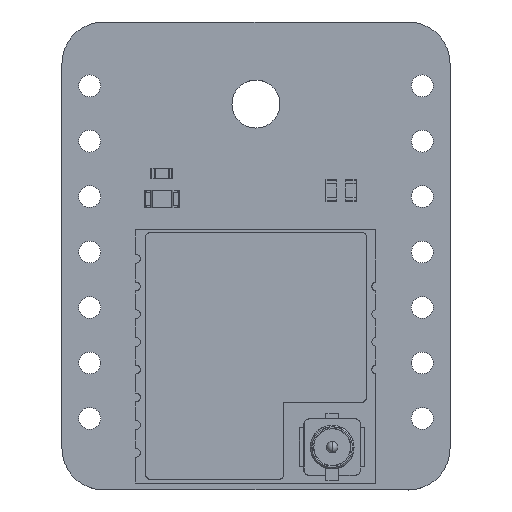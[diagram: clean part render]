
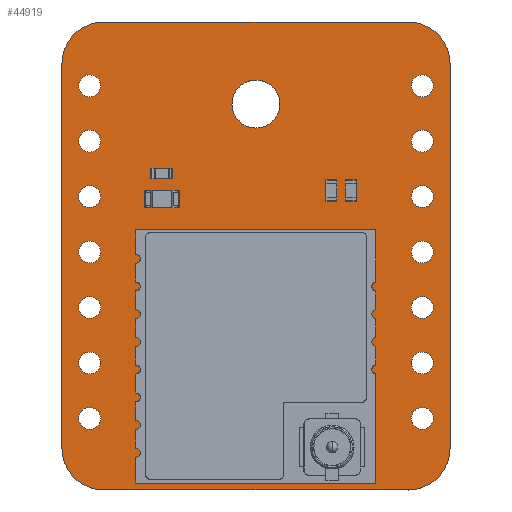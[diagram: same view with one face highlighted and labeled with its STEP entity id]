
A CAD part, top view. The second image highlights one B-rep face of the part: STEP entity #44919.
In plain terms, the highlighted planar face has unit normal (0, 0, 1).
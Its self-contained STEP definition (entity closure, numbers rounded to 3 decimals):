
#44589 = VERTEX_POINT('',#44590);
#44590 = CARTESIAN_POINT('',(121.387,-110.362,1.6));
#44596 = EDGE_CURVE('',#44589,#44597,#44599,.T.);
#44597 = VERTEX_POINT('',#44598);
#44598 = CARTESIAN_POINT('',(123.292,-112.267,1.6));
#44599 = CIRCLE('',#44600,1.905);
#44600 = AXIS2_PLACEMENT_3D('',#44601,#44602,#44603);
#44601 = CARTESIAN_POINT('',(121.387,-112.267,1.6));
#44602 = DIRECTION('',(0.,0.,-1.));
#44603 = DIRECTION('',(0.,1.,0.));
#44631 = VERTEX_POINT('',#44632);
#44632 = CARTESIAN_POINT('',(120.592,-110.362,1.6));
#44638 = EDGE_CURVE('',#44631,#44589,#44639,.T.);
#44639 = LINE('',#44640,#44641);
#44640 = CARTESIAN_POINT('',(120.592,-110.362,1.6));
#44641 = VECTOR('',#44642,1.);
#44642 = DIRECTION('',(1.,0.,0.));
#44660 = EDGE_CURVE('',#44597,#44661,#44663,.T.);
#44661 = VERTEX_POINT('',#44662);
#44662 = CARTESIAN_POINT('',(123.292,-129.897,1.6));
#44663 = LINE('',#44664,#44665);
#44664 = CARTESIAN_POINT('',(123.292,-112.267,1.6));
#44665 = VECTOR('',#44666,1.);
#44666 = DIRECTION('',(0.,-1.,0.));
#44919 = ADVANCED_FACE('',(#44920,#44982,#44993,#45004,#45015,#45026,
    #45037,#45048,#45059,#45070,#45081,#45092,#45103,#45114,#45125,
    #45136),#45147,.F.);
#44920 = FACE_BOUND('',#44921,.F.);
#44921 = EDGE_LOOP('',(#44922,#44923,#44924,#44933,#44941,#44950,#44958,
    #44967,#44975,#44981));
#44922 = ORIENTED_EDGE('',*,*,#44596,.T.);
#44923 = ORIENTED_EDGE('',*,*,#44660,.T.);
#44924 = ORIENTED_EDGE('',*,*,#44925,.T.);
#44925 = EDGE_CURVE('',#44661,#44926,#44928,.T.);
#44926 = VERTEX_POINT('',#44927);
#44927 = CARTESIAN_POINT('',(121.387,-131.802,1.6));
#44928 = CIRCLE('',#44929,1.905);
#44929 = AXIS2_PLACEMENT_3D('',#44930,#44931,#44932);
#44930 = CARTESIAN_POINT('',(121.387,-129.897,1.6));
#44931 = DIRECTION('',(0.,0.,-1.));
#44932 = DIRECTION('',(1.,0.,0.));
#44933 = ORIENTED_EDGE('',*,*,#44934,.T.);
#44934 = EDGE_CURVE('',#44926,#44935,#44937,.T.);
#44935 = VERTEX_POINT('',#44936);
#44936 = CARTESIAN_POINT('',(107.417,-131.802,1.6));
#44937 = LINE('',#44938,#44939);
#44938 = CARTESIAN_POINT('',(121.387,-131.802,1.6));
#44939 = VECTOR('',#44940,1.);
#44940 = DIRECTION('',(-1.,0.,0.));
#44941 = ORIENTED_EDGE('',*,*,#44942,.T.);
#44942 = EDGE_CURVE('',#44935,#44943,#44945,.T.);
#44943 = VERTEX_POINT('',#44944);
#44944 = CARTESIAN_POINT('',(105.512,-129.897,1.6));
#44945 = CIRCLE('',#44946,1.905);
#44946 = AXIS2_PLACEMENT_3D('',#44947,#44948,#44949);
#44947 = CARTESIAN_POINT('',(107.417,-129.897,1.6));
#44948 = DIRECTION('',(0.,0.,-1.));
#44949 = DIRECTION('',(0.,-1.,-0.));
#44950 = ORIENTED_EDGE('',*,*,#44951,.T.);
#44951 = EDGE_CURVE('',#44943,#44952,#44954,.T.);
#44952 = VERTEX_POINT('',#44953);
#44953 = CARTESIAN_POINT('',(105.512,-112.267,1.6));
#44954 = LINE('',#44955,#44956);
#44955 = CARTESIAN_POINT('',(105.512,-129.897,1.6));
#44956 = VECTOR('',#44957,1.);
#44957 = DIRECTION('',(0.,1.,0.));
#44958 = ORIENTED_EDGE('',*,*,#44959,.T.);
#44959 = EDGE_CURVE('',#44952,#44960,#44962,.T.);
#44960 = VERTEX_POINT('',#44961);
#44961 = CARTESIAN_POINT('',(107.417,-110.362,1.6));
#44962 = CIRCLE('',#44963,1.905);
#44963 = AXIS2_PLACEMENT_3D('',#44964,#44965,#44966);
#44964 = CARTESIAN_POINT('',(107.417,-112.267,1.6));
#44965 = DIRECTION('',(0.,0.,-1.));
#44966 = DIRECTION('',(-1.,0.,0.));
#44967 = ORIENTED_EDGE('',*,*,#44968,.T.);
#44968 = EDGE_CURVE('',#44960,#44969,#44971,.T.);
#44969 = VERTEX_POINT('',#44970);
#44970 = CARTESIAN_POINT('',(108.212,-110.362,1.6));
#44971 = LINE('',#44972,#44973);
#44972 = CARTESIAN_POINT('',(107.417,-110.362,1.6));
#44973 = VECTOR('',#44974,1.);
#44974 = DIRECTION('',(1.,0.,0.));
#44975 = ORIENTED_EDGE('',*,*,#44976,.T.);
#44976 = EDGE_CURVE('',#44969,#44631,#44977,.T.);
#44977 = LINE('',#44978,#44979);
#44978 = CARTESIAN_POINT('',(108.212,-110.362,1.6));
#44979 = VECTOR('',#44980,1.);
#44980 = DIRECTION('',(1.,0.,0.));
#44981 = ORIENTED_EDGE('',*,*,#44638,.T.);
#44982 = FACE_BOUND('',#44983,.F.);
#44983 = EDGE_LOOP('',(#44984));
#44984 = ORIENTED_EDGE('',*,*,#44985,.F.);
#44985 = EDGE_CURVE('',#44986,#44986,#44988,.T.);
#44986 = VERTEX_POINT('',#44987);
#44987 = CARTESIAN_POINT('',(122.022,-129.023,1.6));
#44988 = CIRCLE('',#44989,0.5);
#44989 = AXIS2_PLACEMENT_3D('',#44990,#44991,#44992);
#44990 = CARTESIAN_POINT('',(122.022,-128.523,1.6));
#44991 = DIRECTION('',(-0.,0.,-1.));
#44992 = DIRECTION('',(-0.,-1.,0.));
#44993 = FACE_BOUND('',#44994,.F.);
#44994 = EDGE_LOOP('',(#44995));
#44995 = ORIENTED_EDGE('',*,*,#44996,.F.);
#44996 = EDGE_CURVE('',#44997,#44997,#44999,.T.);
#44997 = VERTEX_POINT('',#44998);
#44998 = CARTESIAN_POINT('',(122.022,-126.483,1.6));
#44999 = CIRCLE('',#45000,0.5);
#45000 = AXIS2_PLACEMENT_3D('',#45001,#45002,#45003);
#45001 = CARTESIAN_POINT('',(122.022,-125.983,1.6));
#45002 = DIRECTION('',(-0.,0.,-1.));
#45003 = DIRECTION('',(-0.,-1.,0.));
#45004 = FACE_BOUND('',#45005,.F.);
#45005 = EDGE_LOOP('',(#45006));
#45006 = ORIENTED_EDGE('',*,*,#45007,.F.);
#45007 = EDGE_CURVE('',#45008,#45008,#45010,.T.);
#45008 = VERTEX_POINT('',#45009);
#45009 = CARTESIAN_POINT('',(122.022,-123.943,1.6));
#45010 = CIRCLE('',#45011,0.5);
#45011 = AXIS2_PLACEMENT_3D('',#45012,#45013,#45014);
#45012 = CARTESIAN_POINT('',(122.022,-123.443,1.6));
#45013 = DIRECTION('',(-0.,0.,-1.));
#45014 = DIRECTION('',(-0.,-1.,0.));
#45015 = FACE_BOUND('',#45016,.F.);
#45016 = EDGE_LOOP('',(#45017));
#45017 = ORIENTED_EDGE('',*,*,#45018,.F.);
#45018 = EDGE_CURVE('',#45019,#45019,#45021,.T.);
#45019 = VERTEX_POINT('',#45020);
#45020 = CARTESIAN_POINT('',(106.782,-129.023,1.6));
#45021 = CIRCLE('',#45022,0.5);
#45022 = AXIS2_PLACEMENT_3D('',#45023,#45024,#45025);
#45023 = CARTESIAN_POINT('',(106.782,-128.523,1.6));
#45024 = DIRECTION('',(-0.,0.,-1.));
#45025 = DIRECTION('',(-0.,-1.,0.));
#45026 = FACE_BOUND('',#45027,.F.);
#45027 = EDGE_LOOP('',(#45028));
#45028 = ORIENTED_EDGE('',*,*,#45029,.F.);
#45029 = EDGE_CURVE('',#45030,#45030,#45032,.T.);
#45030 = VERTEX_POINT('',#45031);
#45031 = CARTESIAN_POINT('',(106.782,-126.483,1.6));
#45032 = CIRCLE('',#45033,0.5);
#45033 = AXIS2_PLACEMENT_3D('',#45034,#45035,#45036);
#45034 = CARTESIAN_POINT('',(106.782,-125.983,1.6));
#45035 = DIRECTION('',(-0.,0.,-1.));
#45036 = DIRECTION('',(-0.,-1.,0.));
#45037 = FACE_BOUND('',#45038,.F.);
#45038 = EDGE_LOOP('',(#45039));
#45039 = ORIENTED_EDGE('',*,*,#45040,.F.);
#45040 = EDGE_CURVE('',#45041,#45041,#45043,.T.);
#45041 = VERTEX_POINT('',#45042);
#45042 = CARTESIAN_POINT('',(106.782,-123.943,1.6));
#45043 = CIRCLE('',#45044,0.5);
#45044 = AXIS2_PLACEMENT_3D('',#45045,#45046,#45047);
#45045 = CARTESIAN_POINT('',(106.782,-123.443,1.6));
#45046 = DIRECTION('',(-0.,0.,-1.));
#45047 = DIRECTION('',(-0.,-1.,0.));
#45048 = FACE_BOUND('',#45049,.F.);
#45049 = EDGE_LOOP('',(#45050));
#45050 = ORIENTED_EDGE('',*,*,#45051,.F.);
#45051 = EDGE_CURVE('',#45052,#45052,#45054,.T.);
#45052 = VERTEX_POINT('',#45053);
#45053 = CARTESIAN_POINT('',(122.022,-121.403,1.6));
#45054 = CIRCLE('',#45055,0.5);
#45055 = AXIS2_PLACEMENT_3D('',#45056,#45057,#45058);
#45056 = CARTESIAN_POINT('',(122.022,-120.903,1.6));
#45057 = DIRECTION('',(-0.,0.,-1.));
#45058 = DIRECTION('',(-0.,-1.,0.));
#45059 = FACE_BOUND('',#45060,.F.);
#45060 = EDGE_LOOP('',(#45061));
#45061 = ORIENTED_EDGE('',*,*,#45062,.F.);
#45062 = EDGE_CURVE('',#45063,#45063,#45065,.T.);
#45063 = VERTEX_POINT('',#45064);
#45064 = CARTESIAN_POINT('',(122.022,-118.863,1.6));
#45065 = CIRCLE('',#45066,0.5);
#45066 = AXIS2_PLACEMENT_3D('',#45067,#45068,#45069);
#45067 = CARTESIAN_POINT('',(122.022,-118.363,1.6));
#45068 = DIRECTION('',(-0.,0.,-1.));
#45069 = DIRECTION('',(-0.,-1.,0.));
#45070 = FACE_BOUND('',#45071,.F.);
#45071 = EDGE_LOOP('',(#45072));
#45072 = ORIENTED_EDGE('',*,*,#45073,.F.);
#45073 = EDGE_CURVE('',#45074,#45074,#45076,.T.);
#45074 = VERTEX_POINT('',#45075);
#45075 = CARTESIAN_POINT('',(122.022,-116.323,1.6));
#45076 = CIRCLE('',#45077,0.5);
#45077 = AXIS2_PLACEMENT_3D('',#45078,#45079,#45080);
#45078 = CARTESIAN_POINT('',(122.022,-115.823,1.6));
#45079 = DIRECTION('',(-0.,0.,-1.));
#45080 = DIRECTION('',(-0.,-1.,0.));
#45081 = FACE_BOUND('',#45082,.F.);
#45082 = EDGE_LOOP('',(#45083));
#45083 = ORIENTED_EDGE('',*,*,#45084,.F.);
#45084 = EDGE_CURVE('',#45085,#45085,#45087,.T.);
#45085 = VERTEX_POINT('',#45086);
#45086 = CARTESIAN_POINT('',(122.022,-113.783,1.6));
#45087 = CIRCLE('',#45088,0.5);
#45088 = AXIS2_PLACEMENT_3D('',#45089,#45090,#45091);
#45089 = CARTESIAN_POINT('',(122.022,-113.283,1.6));
#45090 = DIRECTION('',(-0.,0.,-1.));
#45091 = DIRECTION('',(-0.,-1.,0.));
#45092 = FACE_BOUND('',#45093,.F.);
#45093 = EDGE_LOOP('',(#45094));
#45094 = ORIENTED_EDGE('',*,*,#45095,.F.);
#45095 = EDGE_CURVE('',#45096,#45096,#45098,.T.);
#45096 = VERTEX_POINT('',#45097);
#45097 = CARTESIAN_POINT('',(106.782,-121.403,1.6));
#45098 = CIRCLE('',#45099,0.5);
#45099 = AXIS2_PLACEMENT_3D('',#45100,#45101,#45102);
#45100 = CARTESIAN_POINT('',(106.782,-120.903,1.6));
#45101 = DIRECTION('',(-0.,0.,-1.));
#45102 = DIRECTION('',(-0.,-1.,0.));
#45103 = FACE_BOUND('',#45104,.F.);
#45104 = EDGE_LOOP('',(#45105));
#45105 = ORIENTED_EDGE('',*,*,#45106,.F.);
#45106 = EDGE_CURVE('',#45107,#45107,#45109,.T.);
#45107 = VERTEX_POINT('',#45108);
#45108 = CARTESIAN_POINT('',(106.782,-118.863,1.6));
#45109 = CIRCLE('',#45110,0.5);
#45110 = AXIS2_PLACEMENT_3D('',#45111,#45112,#45113);
#45111 = CARTESIAN_POINT('',(106.782,-118.363,1.6));
#45112 = DIRECTION('',(-0.,0.,-1.));
#45113 = DIRECTION('',(-0.,-1.,0.));
#45114 = FACE_BOUND('',#45115,.F.);
#45115 = EDGE_LOOP('',(#45116));
#45116 = ORIENTED_EDGE('',*,*,#45117,.F.);
#45117 = EDGE_CURVE('',#45118,#45118,#45120,.T.);
#45118 = VERTEX_POINT('',#45119);
#45119 = CARTESIAN_POINT('',(114.399,-115.222,1.6));
#45120 = CIRCLE('',#45121,1.1);
#45121 = AXIS2_PLACEMENT_3D('',#45122,#45123,#45124);
#45122 = CARTESIAN_POINT('',(114.399,-114.122,1.6));
#45123 = DIRECTION('',(-0.,0.,-1.));
#45124 = DIRECTION('',(-0.,-1.,0.));
#45125 = FACE_BOUND('',#45126,.F.);
#45126 = EDGE_LOOP('',(#45127));
#45127 = ORIENTED_EDGE('',*,*,#45128,.F.);
#45128 = EDGE_CURVE('',#45129,#45129,#45131,.T.);
#45129 = VERTEX_POINT('',#45130);
#45130 = CARTESIAN_POINT('',(106.782,-116.323,1.6));
#45131 = CIRCLE('',#45132,0.5);
#45132 = AXIS2_PLACEMENT_3D('',#45133,#45134,#45135);
#45133 = CARTESIAN_POINT('',(106.782,-115.823,1.6));
#45134 = DIRECTION('',(-0.,0.,-1.));
#45135 = DIRECTION('',(-0.,-1.,0.));
#45136 = FACE_BOUND('',#45137,.F.);
#45137 = EDGE_LOOP('',(#45138));
#45138 = ORIENTED_EDGE('',*,*,#45139,.F.);
#45139 = EDGE_CURVE('',#45140,#45140,#45142,.T.);
#45140 = VERTEX_POINT('',#45141);
#45141 = CARTESIAN_POINT('',(106.782,-113.783,1.6));
#45142 = CIRCLE('',#45143,0.5);
#45143 = AXIS2_PLACEMENT_3D('',#45144,#45145,#45146);
#45144 = CARTESIAN_POINT('',(106.782,-113.283,1.6));
#45145 = DIRECTION('',(-0.,0.,-1.));
#45146 = DIRECTION('',(-0.,-1.,0.));
#45147 = PLANE('',#45148);
#45148 = AXIS2_PLACEMENT_3D('',#45149,#45150,#45151);
#45149 = CARTESIAN_POINT('',(114.402,-121.082,1.6));
#45150 = DIRECTION('',(-0.,-0.,-1.));
#45151 = DIRECTION('',(-1.,0.,0.));
